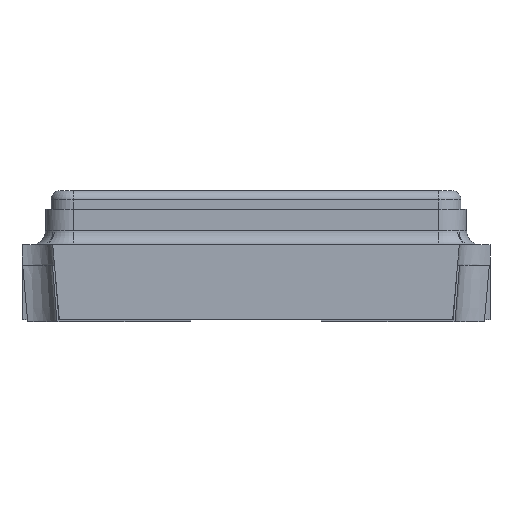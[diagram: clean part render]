
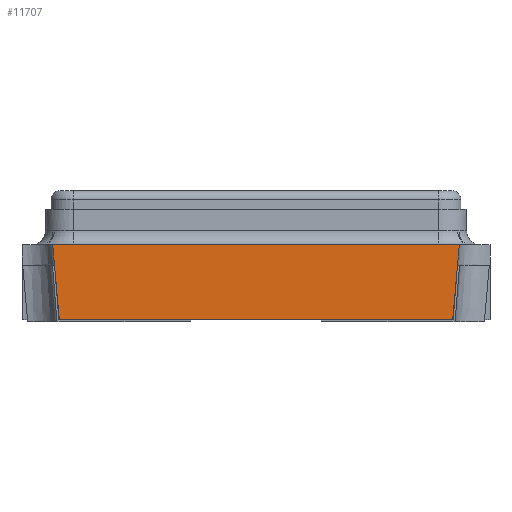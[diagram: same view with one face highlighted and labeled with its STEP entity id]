
A CAD part, left-side view. The second image highlights one B-rep face of the part: STEP entity #11707.
In plain terms, the highlighted planar face has unit normal (-1, 0, 0).
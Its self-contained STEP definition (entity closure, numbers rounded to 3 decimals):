
#661 = LINE ( 'NONE', #5496, #3932 ) ;
#1754 = DIRECTION ( 'NONE',  ( 0., 0.087, -0.996 ) ) ;
#2743 = VERTEX_POINT ( 'NONE', #10565 ) ;
#3285 = CARTESIAN_POINT ( 'NONE',  ( -1.6, 1.25, 0.41 ) ) ;
#3420 = VERTEX_POINT ( 'NONE', #10018 ) ;
#3601 = VECTOR ( 'NONE', #3723, 1000. ) ;
#3723 = DIRECTION ( 'NONE',  ( 0., -1., 0. ) ) ;
#3932 = VECTOR ( 'NONE', #1754, 1000. ) ;
#4875 = VERTEX_POINT ( 'NONE', #14469 ) ;
#5002 = LINE ( 'NONE', #10000, #10491 ) ;
#5414 = EDGE_CURVE ( 'NONE', #2743, #4875, #661, .T. ) ;
#5496 = CARTESIAN_POINT ( 'NONE',  ( -1.6, -1.25, 2.286 ) ) ;
#5860 = AXIS2_PLACEMENT_3D ( 'NONE', #3285, #6847, #10591 ) ;
#6782 = VERTEX_POINT ( 'NONE', #13908 ) ;
#6847 = DIRECTION ( 'NONE',  ( 1., 0., 0. ) ) ;
#7008 = EDGE_LOOP ( 'NONE', ( #12102, #15217, #11291, #8955 ) ) ;
#8455 = LINE ( 'NONE', #14536, #3601 ) ;
#8955 = ORIENTED_EDGE ( 'NONE', *, *, #10289, .T. ) ;
#10000 = CARTESIAN_POINT ( 'NONE',  ( -1.6, 1.25, 0.01 ) ) ;
#10018 = CARTESIAN_POINT ( 'NONE',  ( -1.6, 1.051, 0.01 ) ) ;
#10166 = LINE ( 'NONE', #11454, #10691 ) ;
#10289 = EDGE_CURVE ( 'NONE', #3420, #4875, #5002, .T. ) ;
#10491 = VECTOR ( 'NONE', #13630, 1000. ) ;
#10565 = CARTESIAN_POINT ( 'NONE',  ( -1.6, -1.086, 0.41 ) ) ;
#10591 = DIRECTION ( 'NONE',  ( 0., 1., 0. ) ) ;
#10691 = VECTOR ( 'NONE', #13790, 1000. ) ;
#11291 = ORIENTED_EDGE ( 'NONE', *, *, #12229, .F. ) ;
#11454 = CARTESIAN_POINT ( 'NONE',  ( -1.6, 1.25, 2.286 ) ) ;
#11707 = ADVANCED_FACE ( 'NONE', ( #13882 ), #12575, .F. ) ;
#12102 = ORIENTED_EDGE ( 'NONE', *, *, #5414, .F. ) ;
#12229 = EDGE_CURVE ( 'NONE', #3420, #6782, #10166, .T. ) ;
#12398 = EDGE_CURVE ( 'NONE', #6782, #2743, #8455, .T. ) ;
#12575 = PLANE ( 'NONE',  #5860 ) ;
#13630 = DIRECTION ( 'NONE',  ( 0., -1., 0. ) ) ;
#13790 = DIRECTION ( 'NONE',  ( 0., 0.087, 0.996 ) ) ;
#13882 = FACE_OUTER_BOUND ( 'NONE', #7008, .T. ) ;
#13908 = CARTESIAN_POINT ( 'NONE',  ( -1.6, 1.086, 0.41 ) ) ;
#14469 = CARTESIAN_POINT ( 'NONE',  ( -1.6, -1.051, 0.01 ) ) ;
#14536 = CARTESIAN_POINT ( 'NONE',  ( -1.6, 1.25, 0.41 ) ) ;
#15217 = ORIENTED_EDGE ( 'NONE', *, *, #12398, .F. ) ;
